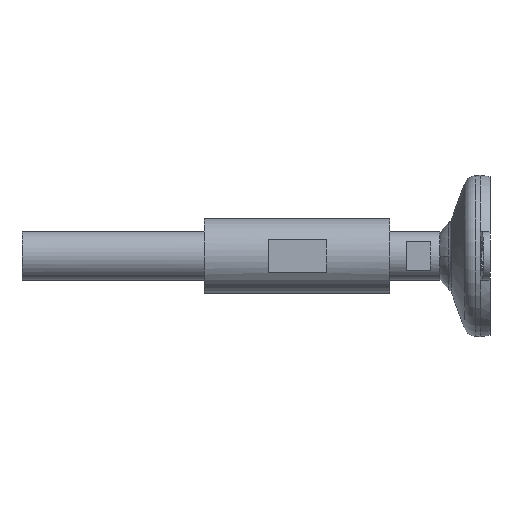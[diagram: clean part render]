
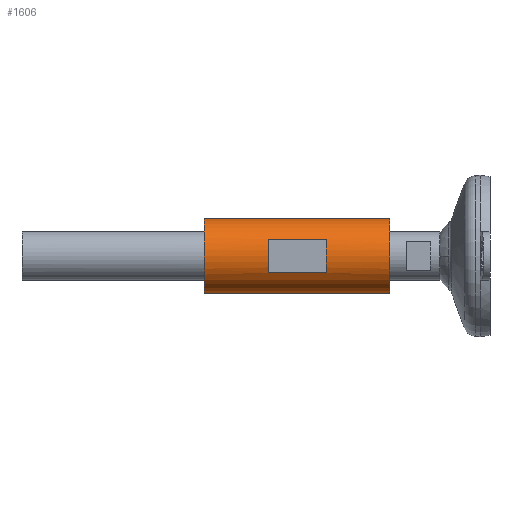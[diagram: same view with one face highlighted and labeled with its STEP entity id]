
A CAD part, left-side view. The second image highlights one B-rep face of the part: STEP entity #1606.
In plain terms, the highlighted cylindrical face has radius 23 mm (diameter 46 mm), a partial arc.
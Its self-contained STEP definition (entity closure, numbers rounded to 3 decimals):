
#44 = DIRECTION ( 'NONE',  ( 0., -1., 0. ) ) ;
#83 = CARTESIAN_POINT ( 'NONE',  ( 0., 137.5, 0. ) ) ;
#85 = CARTESIAN_POINT ( 'NONE',  ( 0., 62., 0. ) ) ;
#166 = CARTESIAN_POINT ( 'NONE',  ( 0., 62., 23. ) ) ;
#181 = CARTESIAN_POINT ( 'NONE',  ( -20.5, 62., 10.428 ) ) ;
#187 = VECTOR ( 'NONE', #579, 1000. ) ;
#191 = AXIS2_PLACEMENT_3D ( 'NONE', #899, #1377, #1524 ) ;
#203 = VERTEX_POINT ( 'NONE', #671 ) ;
#214 = FACE_BOUND ( 'NONE', #377, .T. ) ;
#224 = DIRECTION ( 'NONE',  ( 0., 1., 0. ) ) ;
#263 = ORIENTED_EDGE ( 'NONE', *, *, #409, .T. ) ;
#288 = LINE ( 'NONE', #1327, #917 ) ;
#306 = EDGE_CURVE ( 'NONE', #1371, #715, #357, .T. ) ;
#313 = CARTESIAN_POINT ( 'NONE',  ( 0., 62., -23. ) ) ;
#317 = DIRECTION ( 'NONE',  ( 0., -1., 0. ) ) ;
#357 = CIRCLE ( 'NONE', #389, 23. ) ;
#377 = EDGE_LOOP ( 'NONE', ( #1418, #858, #263, #1095 ) ) ;
#389 = AXIS2_PLACEMENT_3D ( 'NONE', #83, #224, #611 ) ;
#394 = AXIS2_PLACEMENT_3D ( 'NONE', #85, #463, #750 ) ;
#406 = CARTESIAN_POINT ( 'NONE',  ( 0., 62., 0. ) ) ;
#409 = EDGE_CURVE ( 'NONE', #678, #1371, #574, .T. ) ;
#417 = AXIS2_PLACEMENT_3D ( 'NONE', #1338, #317, #1471 ) ;
#424 = DIRECTION ( 'NONE',  ( 0., 0., -1. ) ) ;
#462 = ORIENTED_EDGE ( 'NONE', *, *, #924, .F. ) ;
#463 = DIRECTION ( 'NONE',  ( 0., -1., 0. ) ) ;
#480 = CARTESIAN_POINT ( 'NONE',  ( -20.5, 137.5, 10.428 ) ) ;
#535 = CIRCLE ( 'NONE', #191, 23. ) ;
#543 = EDGE_LOOP ( 'NONE', ( #748, #1669, #1111, #462 ) ) ;
#574 = LINE ( 'NONE', #936, #187 ) ;
#579 = DIRECTION ( 'NONE',  ( 0., 1., 0. ) ) ;
#601 = VERTEX_POINT ( 'NONE', #166 ) ;
#611 = DIRECTION ( 'NONE',  ( 0., 0., 1. ) ) ;
#671 = CARTESIAN_POINT ( 'NONE',  ( 0., 177., 23. ) ) ;
#673 = DIRECTION ( 'NONE',  ( 0., -1., 0. ) ) ;
#675 = AXIS2_PLACEMENT_3D ( 'NONE', #406, #673, #424 ) ;
#678 = VERTEX_POINT ( 'NONE', #1171 ) ;
#690 = DIRECTION ( 'NONE',  ( 0., -1., 0. ) ) ;
#715 = VERTEX_POINT ( 'NONE', #480 ) ;
#718 = DIRECTION ( 'NONE',  ( 0., -1., 0. ) ) ;
#748 = ORIENTED_EDGE ( 'NONE', *, *, #816, .F. ) ;
#750 = DIRECTION ( 'NONE',  ( 0., 0., -1. ) ) ;
#806 = VECTOR ( 'NONE', #44, 1000. ) ;
#816 = EDGE_CURVE ( 'NONE', #203, #601, #288, .T. ) ;
#850 = VERTEX_POINT ( 'NONE', #937 ) ;
#858 = ORIENTED_EDGE ( 'NONE', *, *, #1530, .T. ) ;
#899 = CARTESIAN_POINT ( 'NONE',  ( 0., 101.5, 0. ) ) ;
#917 = VECTOR ( 'NONE', #690, 1000. ) ;
#924 = EDGE_CURVE ( 'NONE', #601, #850, #1164, .T. ) ;
#936 = CARTESIAN_POINT ( 'NONE',  ( -20.5, 62., -10.428 ) ) ;
#937 = CARTESIAN_POINT ( 'NONE',  ( 0., 62., -23. ) ) ;
#971 = EDGE_CURVE ( 'NONE', #1295, #850, #1101, .T. ) ;
#976 = CARTESIAN_POINT ( 'NONE',  ( -20.5, 101.5, 10.428 ) ) ;
#997 = EDGE_CURVE ( 'NONE', #715, #1412, #1361, .T. ) ;
#1067 = CARTESIAN_POINT ( 'NONE',  ( -20.5, 137.5, -10.428 ) ) ;
#1095 = ORIENTED_EDGE ( 'NONE', *, *, #306, .T. ) ;
#1101 = LINE ( 'NONE', #313, #1695 ) ;
#1108 = CIRCLE ( 'NONE', #417, 23. ) ;
#1111 = ORIENTED_EDGE ( 'NONE', *, *, #971, .T. ) ;
#1164 = CIRCLE ( 'NONE', #675, 23. ) ;
#1171 = CARTESIAN_POINT ( 'NONE',  ( -20.5, 101.5, -10.428 ) ) ;
#1295 = VERTEX_POINT ( 'NONE', #1323 ) ;
#1323 = CARTESIAN_POINT ( 'NONE',  ( 0., 177., -23. ) ) ;
#1327 = CARTESIAN_POINT ( 'NONE',  ( 0., 62., 23. ) ) ;
#1338 = CARTESIAN_POINT ( 'NONE',  ( 0., 177., 0. ) ) ;
#1361 = LINE ( 'NONE', #181, #806 ) ;
#1371 = VERTEX_POINT ( 'NONE', #1067 ) ;
#1377 = DIRECTION ( 'NONE',  ( 0., -1., 0. ) ) ;
#1412 = VERTEX_POINT ( 'NONE', #976 ) ;
#1418 = ORIENTED_EDGE ( 'NONE', *, *, #997, .T. ) ;
#1419 = EDGE_CURVE ( 'NONE', #203, #1295, #1108, .T. ) ;
#1471 = DIRECTION ( 'NONE',  ( 0., 0., -1. ) ) ;
#1515 = CYLINDRICAL_SURFACE ( 'NONE', #394, 23. ) ;
#1524 = DIRECTION ( 'NONE',  ( 0., 0., -1. ) ) ;
#1530 = EDGE_CURVE ( 'NONE', #1412, #678, #535, .T. ) ;
#1606 = ADVANCED_FACE ( 'NONE', ( #1644, #214 ), #1515, .T. ) ;
#1644 = FACE_OUTER_BOUND ( 'NONE', #543, .T. ) ;
#1669 = ORIENTED_EDGE ( 'NONE', *, *, #1419, .T. ) ;
#1695 = VECTOR ( 'NONE', #718, 1000. ) ;
